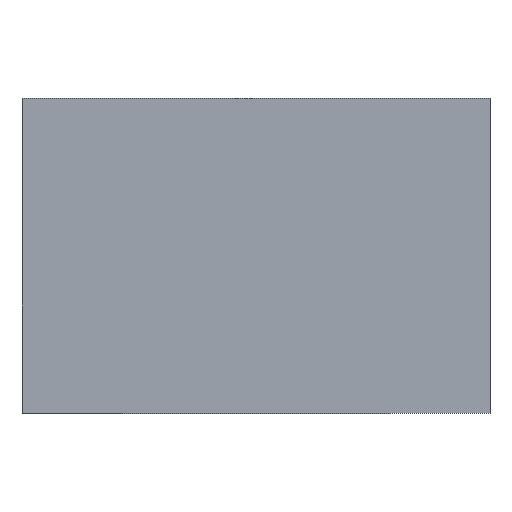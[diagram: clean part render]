
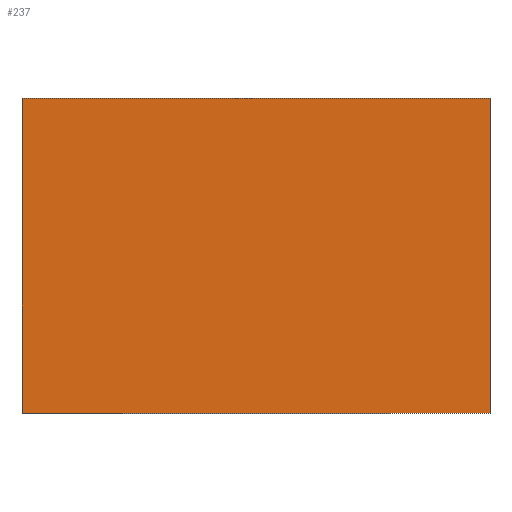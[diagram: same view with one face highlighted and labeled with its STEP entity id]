
A CAD part, top view. The second image highlights one B-rep face of the part: STEP entity #237.
In plain terms, the highlighted planar face has unit normal (0, 0, 1).
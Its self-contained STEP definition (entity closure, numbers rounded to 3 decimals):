
#217=AXIS2_PLACEMENT_3D('Plane Axis2P3D',#214,#215,#216) ;
#58=CARTESIAN_POINT('Vertex',(10.4,0.,5.4)) ;
#61=CARTESIAN_POINT('Line Origine',(5.2,0.,5.4)) ;
#65=CARTESIAN_POINT('Vertex',(0.,0.,5.4)) ;
#195=CARTESIAN_POINT('Line Origine',(0.,3.5,5.4)) ;
#199=CARTESIAN_POINT('Vertex',(0.,7.,5.4)) ;
#214=CARTESIAN_POINT('Axis2P3D Location',(5.2,3.5,5.4)) ;
#219=CARTESIAN_POINT('Line Origine',(5.2,7.,5.4)) ;
#223=CARTESIAN_POINT('Vertex',(10.4,7.,5.4)) ;
#226=CARTESIAN_POINT('Line Origine',(10.4,3.5,5.4)) ;
#62=DIRECTION('Vector Direction',(1.,0.,0.)) ;
#196=DIRECTION('Vector Direction',(0.,1.,0.)) ;
#215=DIRECTION('Axis2P3D Direction',(0.,0.,1.)) ;
#216=DIRECTION('Axis2P3D XDirection',(0.,-1.,0.)) ;
#220=DIRECTION('Vector Direction',(-1.,0.,0.)) ;
#227=DIRECTION('Vector Direction',(0.,-1.,0.)) ;
#63=VECTOR('Line Direction',#62,1.) ;
#197=VECTOR('Line Direction',#196,1.) ;
#221=VECTOR('Line Direction',#220,1.) ;
#228=VECTOR('Line Direction',#227,1.) ;
#232=ORIENTED_EDGE('',*,*,#225,.T.) ;
#233=ORIENTED_EDGE('',*,*,#201,.T.) ;
#234=ORIENTED_EDGE('',*,*,#67,.T.) ;
#235=ORIENTED_EDGE('',*,*,#230,.T.) ;
#237=ADVANCED_FACE('S3D gedreht',(#236),#218,.T.) ;
#67=EDGE_CURVE('',#66,#59,#64,.T.) ;
#201=EDGE_CURVE('',#200,#66,#198,.F.) ;
#225=EDGE_CURVE('',#224,#200,#222,.T.) ;
#230=EDGE_CURVE('',#59,#224,#229,.F.) ;
#231=EDGE_LOOP('',(#232,#233,#234,#235)) ;
#236=FACE_OUTER_BOUND('',#231,.T.) ;
#64=LINE('Line',#61,#63) ;
#198=LINE('Line',#195,#197) ;
#222=LINE('Line',#219,#221) ;
#229=LINE('Line',#226,#228) ;
#218=PLANE('',#217) ;
#59=VERTEX_POINT('',#58) ;
#66=VERTEX_POINT('',#65) ;
#200=VERTEX_POINT('',#199) ;
#224=VERTEX_POINT('',#223) ;
